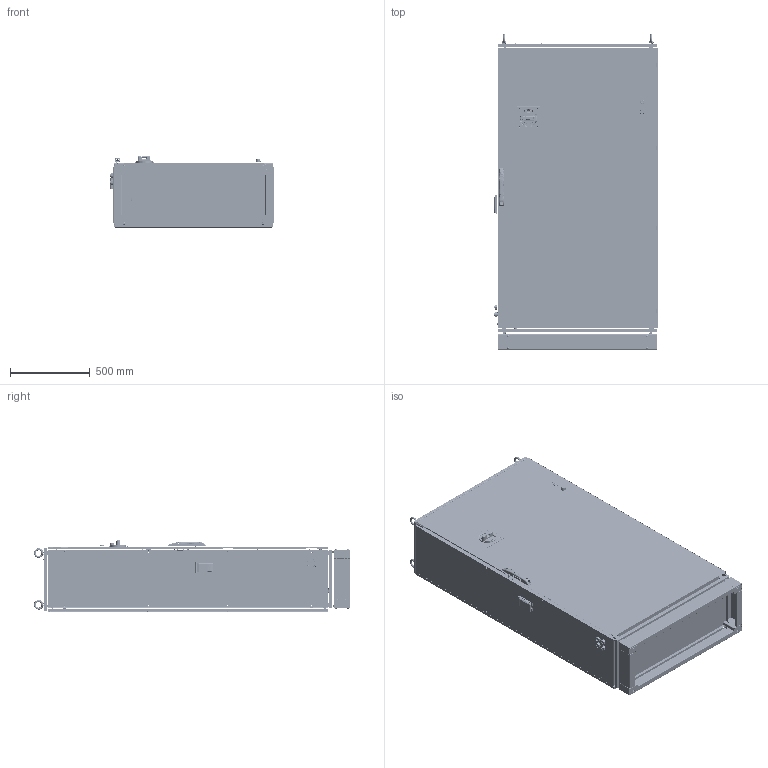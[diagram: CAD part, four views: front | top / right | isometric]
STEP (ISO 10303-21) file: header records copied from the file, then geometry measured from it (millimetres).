
FILE_DESCRIPTION (( 'STEP AP214' ), '1' );
FILE_NAME ('3K_LMI_Complete_Control_Rev-1.STEP', '2025-09-11T12:35:36', ( '' ), ( '' ), 'SwSTEP 2.0', 'SolidWorks 2023', '' );
FILE_SCHEMA (( 'AUTOMOTIVE_DESIGN' ));
Length unit declared in the file: millimetre
Products named in the file (1): 3K_LMI_Complete_Control_Rev-1
Bounding box: 1030.47 x 1986.34 x 447.29 mm (x, y, z)
Surface area: 10831856.3 mm2 (no closed solid volume)
Topology: 0 solids, 1820 shells, 3328 faces, 18506 edges, 16599 vertices
Faces by surface type: plane 1207, cylinder 1049, cone 477, bspline 369, torus 167, sphere 59
Entity records: 268829 total; most frequent: CARTESIAN_POINT 99282, DIRECTION 25367, ORIENTED_EDGE 20817, EDGE_CURVE 18463, VERTEX_POINT 16598, LINE 8895, VECTOR 8895, AXIS2_PLACEMENT_3D 8236
